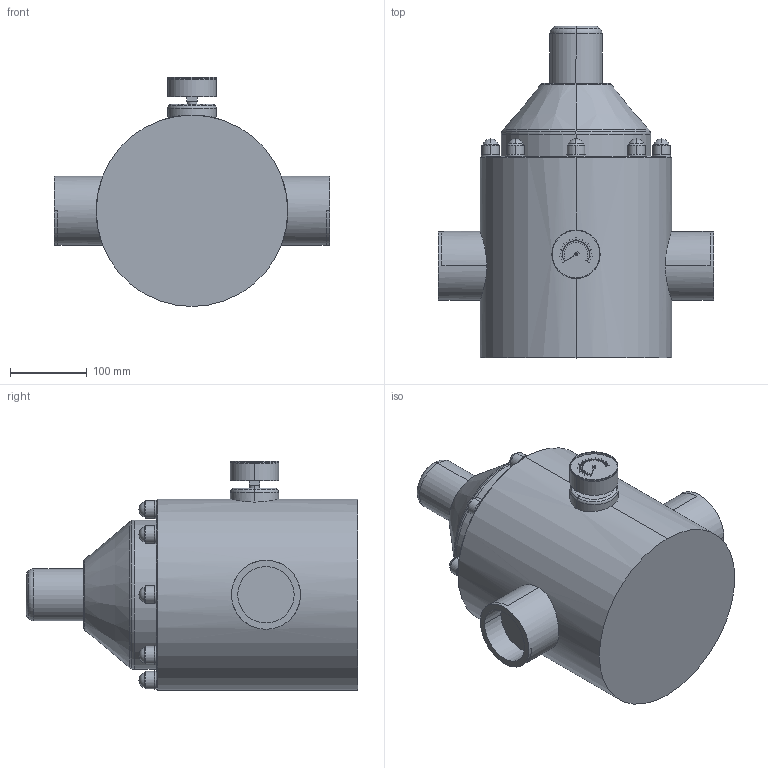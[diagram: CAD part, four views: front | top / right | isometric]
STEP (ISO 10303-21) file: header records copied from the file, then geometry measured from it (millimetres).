
FILE_DESCRIPTION((''),'2;1');
FILE_NAME('KU_V82_PP_DN80_17002613','2019-06-06T',('Kattner'),(''),'PRO/ENGINEER BY PARAMETRIC TECHNOLOGY CORPORATION, 2016360','PRO/ENGINEER BY PARAMETRIC TECHNOLOGY CORPORATION, 2016360','');
FILE_SCHEMA(('AUTOMOTIVE_DESIGN { 1 0 10303 214 1 1 1 1 }'));
Length unit declared in the file: millimetre
Products named in the file (1): KU_V82_PP_DN80_17002613
Bounding box: 360 x 433.13 x 299 mm (x, y, z)
Volume: 15837479.5 mm3; surface area: 423395 mm2
Topology: 1 solids, 1 shells, 333 faces, 898 edges, 564 vertices
Faces by surface type: cylinder 144, plane 119, cone 38, torus 16, sphere 16
Entity records: 10583 total; most frequent: DIRECTION 1940, CARTESIAN_POINT 1892, ORIENTED_EDGE 1764, EDGE_CURVE 882, AXIS2_PLACEMENT_3D 734, VERTEX_POINT 564, VECTOR 472, LINE 472
